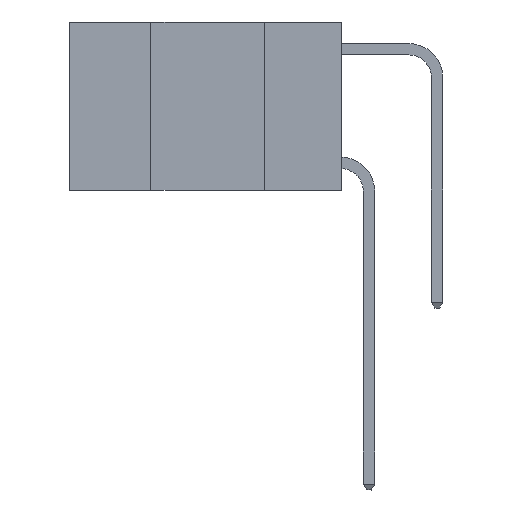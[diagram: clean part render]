
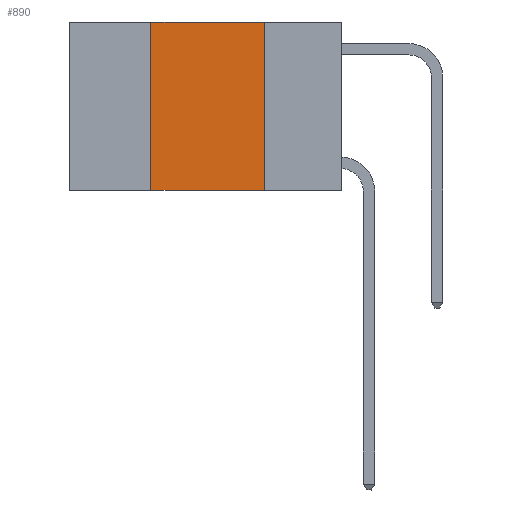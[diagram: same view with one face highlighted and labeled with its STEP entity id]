
A CAD part, left-side view. The second image highlights one B-rep face of the part: STEP entity #890.
In plain terms, the highlighted planar face has unit normal (-1, 0, 0).
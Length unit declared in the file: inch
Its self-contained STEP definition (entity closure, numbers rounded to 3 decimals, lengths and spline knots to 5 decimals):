
#333 = VERTEX_POINT ( 'NONE', #21404 ) ;
#890 = ADVANCED_FACE ( 'NONE', ( #1769 ), #18151, .F. ) ;
#1769 = FACE_OUTER_BOUND ( 'NONE', #13217, .T. ) ;
#3345 = CARTESIAN_POINT ( 'NONE',  ( 0., 0.6, -0.37 ) ) ;
#4896 = CARTESIAN_POINT ( 'NONE',  ( 0., 0.17, -0.37 ) ) ;
#6737 = CARTESIAN_POINT ( 'NONE',  ( 0., 0.6, 0. ) ) ;
#7001 = VERTEX_POINT ( 'NONE', #22044 ) ;
#7528 = VERTEX_POINT ( 'NONE', #8996 ) ;
#8450 = ORIENTED_EDGE ( 'NONE', *, *, #17484, .F. ) ;
#8996 = CARTESIAN_POINT ( 'NONE',  ( 0., 0.17, 0. ) ) ;
#9314 = DIRECTION ( 'NONE',  ( 0., 0., -1. ) ) ;
#9496 = LINE ( 'NONE', #17471, #23830 ) ;
#11465 = EDGE_CURVE ( 'NONE', #7528, #27310, #9496, .T. ) ;
#11801 = LINE ( 'NONE', #3345, #23609 ) ;
#12840 = LINE ( 'NONE', #6737, #23918 ) ;
#13217 = EDGE_LOOP ( 'NONE', ( #18447, #8450, #23699, #28501 ) ) ;
#14892 = DIRECTION ( 'NONE',  ( 0., 0., -1. ) ) ;
#15327 = EDGE_CURVE ( 'NONE', #333, #27310, #11801, .T. ) ;
#15780 = LINE ( 'NONE', #19858, #30272 ) ;
#17087 = EDGE_CURVE ( 'NONE', #333, #7001, #15780, .T. ) ;
#17471 = CARTESIAN_POINT ( 'NONE',  ( 0., 0.17, 0. ) ) ;
#17484 = EDGE_CURVE ( 'NONE', #7001, #7528, #12840, .T. ) ;
#17872 = DIRECTION ( 'NONE',  ( 0., 0., 1. ) ) ;
#18151 = PLANE ( 'NONE',  #23327 ) ;
#18436 = DIRECTION ( 'NONE',  ( 0., -1., 0. ) ) ;
#18447 = ORIENTED_EDGE ( 'NONE', *, *, #11465, .F. ) ;
#19858 = CARTESIAN_POINT ( 'NONE',  ( 0., 0.42, 0. ) ) ;
#21404 = CARTESIAN_POINT ( 'NONE',  ( 0., 0.42, -0.37 ) ) ;
#22044 = CARTESIAN_POINT ( 'NONE',  ( 0., 0.42, 0. ) ) ;
#23327 = AXIS2_PLACEMENT_3D ( 'NONE', #27534, #30006, #9314 ) ;
#23609 = VECTOR ( 'NONE', #24608, 39.37008 ) ;
#23699 = ORIENTED_EDGE ( 'NONE', *, *, #17087, .F. ) ;
#23830 = VECTOR ( 'NONE', #14892, 39.37008 ) ;
#23918 = VECTOR ( 'NONE', #18436, 39.37008 ) ;
#24608 = DIRECTION ( 'NONE',  ( 0., -1., 0. ) ) ;
#27310 = VERTEX_POINT ( 'NONE', #4896 ) ;
#27534 = CARTESIAN_POINT ( 'NONE',  ( 0., 0.6, 0. ) ) ;
#28501 = ORIENTED_EDGE ( 'NONE', *, *, #15327, .T. ) ;
#30006 = DIRECTION ( 'NONE',  ( 1., 0., 0. ) ) ;
#30272 = VECTOR ( 'NONE', #17872, 39.37008 ) ;
